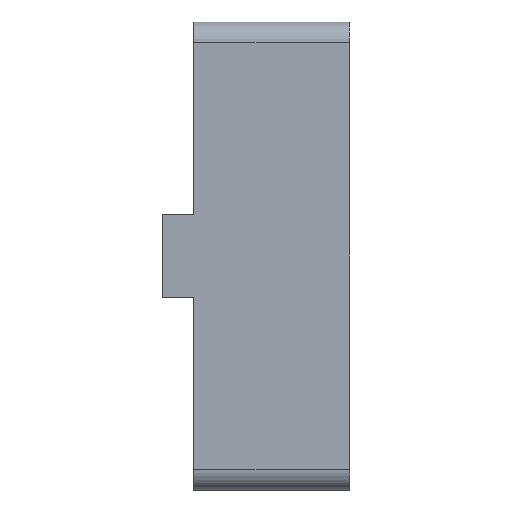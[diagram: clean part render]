
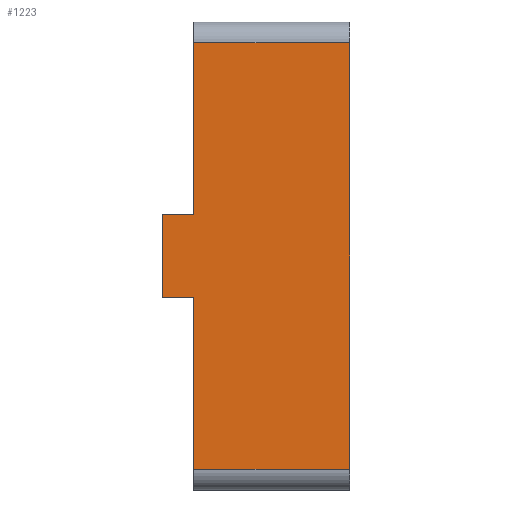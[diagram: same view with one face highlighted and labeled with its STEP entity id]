
A CAD part, left-side view. The second image highlights one B-rep face of the part: STEP entity #1223.
In plain terms, the highlighted planar face has unit normal (-1, 0, 0).
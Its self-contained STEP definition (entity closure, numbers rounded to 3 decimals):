
#3 = EDGE_CURVE ( 'NONE', #106, #910, #1344, .T. ) ;
#24 = DIRECTION ( 'NONE',  ( 0., 0., 1. ) ) ;
#28 = CARTESIAN_POINT ( 'NONE',  ( -22.5, 18., 4. ) ) ;
#32 = CARTESIAN_POINT ( 'NONE',  ( -22.5, 18., -4. ) ) ;
#80 = CARTESIAN_POINT ( 'NONE',  ( -22.5, 15., -20.5 ) ) ;
#100 = ORIENTED_EDGE ( 'NONE', *, *, #990, .F. ) ;
#106 = VERTEX_POINT ( 'NONE', #421 ) ;
#112 = ORIENTED_EDGE ( 'NONE', *, *, #374, .T. ) ;
#119 = EDGE_CURVE ( 'NONE', #158, #1409, #661, .T. ) ;
#148 = CARTESIAN_POINT ( 'NONE',  ( -22.5, 0., 20.5 ) ) ;
#153 = CARTESIAN_POINT ( 'NONE',  ( -22.5, 15., -22.5 ) ) ;
#158 = VERTEX_POINT ( 'NONE', #80 ) ;
#201 = VERTEX_POINT ( 'NONE', #148 ) ;
#229 = FACE_OUTER_BOUND ( 'NONE', #618, .T. ) ;
#268 = LINE ( 'NONE', #370, #1478 ) ;
#344 = ORIENTED_EDGE ( 'NONE', *, *, #915, .T. ) ;
#370 = CARTESIAN_POINT ( 'NONE',  ( -22.5, 0., -22.5 ) ) ;
#374 = EDGE_CURVE ( 'NONE', #106, #482, #1095, .T. ) ;
#391 = EDGE_CURVE ( 'NONE', #1430, #435, #993, .T. ) ;
#406 = CARTESIAN_POINT ( 'NONE',  ( -22.5, 15., 4. ) ) ;
#421 = CARTESIAN_POINT ( 'NONE',  ( -22.5, 18., -4. ) ) ;
#426 = ORIENTED_EDGE ( 'NONE', *, *, #553, .T. ) ;
#435 = VERTEX_POINT ( 'NONE', #1031 ) ;
#455 = CARTESIAN_POINT ( 'NONE',  ( -22.5, 15., -22.5 ) ) ;
#482 = VERTEX_POINT ( 'NONE', #675 ) ;
#553 = EDGE_CURVE ( 'NONE', #1409, #201, #268, .T. ) ;
#584 = DIRECTION ( 'NONE',  ( 0., 0., -1. ) ) ;
#598 = CARTESIAN_POINT ( 'NONE',  ( -22.5, 0., -20.5 ) ) ;
#618 = EDGE_LOOP ( 'NONE', ( #100, #973, #426, #344, #1175, #1405, #875, #112 ) ) ;
#632 = DIRECTION ( 'NONE',  ( 0., -1., 0. ) ) ;
#657 = VECTOR ( 'NONE', #1445, 1000. ) ;
#661 = LINE ( 'NONE', #1120, #1455 ) ;
#675 = CARTESIAN_POINT ( 'NONE',  ( -22.5, 15., -4. ) ) ;
#701 = PLANE ( 'NONE',  #1323 ) ;
#730 = DIRECTION ( 'NONE',  ( 0., 0., 1. ) ) ;
#849 = VECTOR ( 'NONE', #730, 1000. ) ;
#867 = DIRECTION ( 'NONE',  ( 0., 0., 1. ) ) ;
#875 = ORIENTED_EDGE ( 'NONE', *, *, #3, .F. ) ;
#910 = VERTEX_POINT ( 'NONE', #974 ) ;
#915 = EDGE_CURVE ( 'NONE', #201, #435, #1349, .T. ) ;
#922 = DIRECTION ( 'NONE',  ( 1., 0., 0. ) ) ;
#931 = DIRECTION ( 'NONE',  ( 0., -1., 0. ) ) ;
#936 = VECTOR ( 'NONE', #632, 1000. ) ;
#973 = ORIENTED_EDGE ( 'NONE', *, *, #119, .T. ) ;
#974 = CARTESIAN_POINT ( 'NONE',  ( -22.5, 18., 4. ) ) ;
#990 = EDGE_CURVE ( 'NONE', #158, #482, #1321, .T. ) ;
#993 = LINE ( 'NONE', #153, #1414 ) ;
#1031 = CARTESIAN_POINT ( 'NONE',  ( -22.5, 15., 20.5 ) ) ;
#1063 = VECTOR ( 'NONE', #867, 1000. ) ;
#1095 = LINE ( 'NONE', #32, #936 ) ;
#1101 = CARTESIAN_POINT ( 'NONE',  ( -22.5, 15., -22.5 ) ) ;
#1120 = CARTESIAN_POINT ( 'NONE',  ( -22.5, 15., -20.5 ) ) ;
#1123 = VECTOR ( 'NONE', #931, 1000. ) ;
#1157 = DIRECTION ( 'NONE',  ( 0., -1., 0. ) ) ;
#1175 = ORIENTED_EDGE ( 'NONE', *, *, #391, .F. ) ;
#1204 = CARTESIAN_POINT ( 'NONE',  ( -22.5, 15., 20.5 ) ) ;
#1211 = EDGE_CURVE ( 'NONE', #910, #1430, #1520, .T. ) ;
#1223 = ADVANCED_FACE ( 'NONE', ( #229 ), #701, .F. ) ;
#1296 = CARTESIAN_POINT ( 'NONE',  ( -22.5, 18., 4. ) ) ;
#1321 = LINE ( 'NONE', #1101, #849 ) ;
#1323 = AXIS2_PLACEMENT_3D ( 'NONE', #455, #922, #584 ) ;
#1344 = LINE ( 'NONE', #28, #1063 ) ;
#1349 = LINE ( 'NONE', #1204, #657 ) ;
#1405 = ORIENTED_EDGE ( 'NONE', *, *, #1211, .F. ) ;
#1409 = VERTEX_POINT ( 'NONE', #598 ) ;
#1414 = VECTOR ( 'NONE', #1461, 1000. ) ;
#1430 = VERTEX_POINT ( 'NONE', #406 ) ;
#1445 = DIRECTION ( 'NONE',  ( 0., 1., 0. ) ) ;
#1455 = VECTOR ( 'NONE', #1157, 1000. ) ;
#1461 = DIRECTION ( 'NONE',  ( 0., 0., 1. ) ) ;
#1478 = VECTOR ( 'NONE', #24, 1000. ) ;
#1520 = LINE ( 'NONE', #1296, #1123 ) ;
